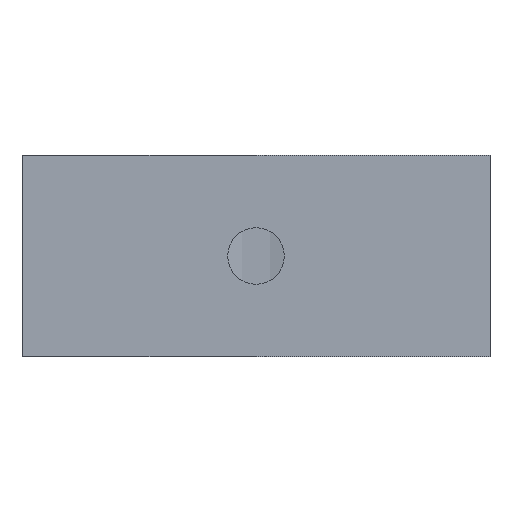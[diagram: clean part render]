
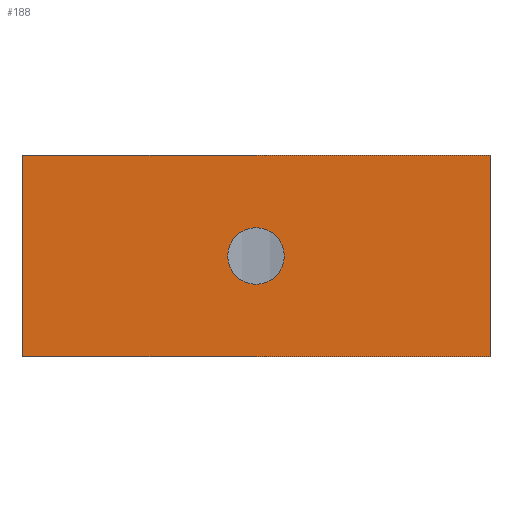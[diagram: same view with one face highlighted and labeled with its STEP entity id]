
A CAD part, front view. The second image highlights one B-rep face of the part: STEP entity #188.
In plain terms, the highlighted planar face has unit normal (0, -1, 0).
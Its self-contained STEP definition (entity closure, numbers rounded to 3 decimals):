
#170 = VERTEX_POINT ( 'NONE', #1270 ) ;
#171 = ORIENTED_EDGE ( 'NONE', *, *, #172, .F. ) ;
#172 = EDGE_CURVE ( 'NONE', #173, #170, #1269, .T. ) ;
#173 = VERTEX_POINT ( 'NONE', #1265 ) ;
#174 = ORIENTED_EDGE ( 'NONE', *, *, #175, .T. ) ;
#175 = EDGE_CURVE ( 'NONE', #173, #248, #1263, .T. ) ;
#188 = ADVANCED_FACE ( 'NONE', ( #1282, #1281 ), #1323, .F. ) ;
#189 = EDGE_LOOP ( 'NONE', ( #190, #192 ) ) ;
#190 = ORIENTED_EDGE ( 'NONE', *, *, #191, .F. ) ;
#191 = EDGE_CURVE ( 'NONE', #708, #729, #1317, .T. ) ;
#192 = ORIENTED_EDGE ( 'NONE', *, *, #707, .F. ) ;
#193 = EDGE_LOOP ( 'NONE', ( #194, #250, #171, #174 ) ) ;
#194 = ORIENTED_EDGE ( 'NONE', *, *, #247, .T. ) ;
#247 = EDGE_CURVE ( 'NONE', #248, #249, #1488, .T. ) ;
#248 = VERTEX_POINT ( 'NONE', #1484 ) ;
#249 = VERTEX_POINT ( 'NONE', #1483 ) ;
#250 = ORIENTED_EDGE ( 'NONE', *, *, #251, .F. ) ;
#251 = EDGE_CURVE ( 'NONE', #170, #249, #1482, .T. ) ;
#707 = EDGE_CURVE ( 'NONE', #729, #708, #2562, .T. ) ;
#708 = VERTEX_POINT ( 'NONE', #2553 ) ;
#729 = VERTEX_POINT ( 'NONE', #2710 ) ;
#1260 = DIRECTION ( 'NONE',  ( 0., 0., -1. ) ) ;
#1261 = VECTOR ( 'NONE', #1260, 1000. ) ;
#1262 = CARTESIAN_POINT ( 'NONE',  ( 0., 0., 12.5 ) ) ;
#1263 = LINE ( 'NONE', #1262, #1261 ) ;
#1265 = CARTESIAN_POINT ( 'NONE',  ( 0., 0., 12.5 ) ) ;
#1266 = DIRECTION ( 'NONE',  ( 1., 0., 0. ) ) ;
#1267 = VECTOR ( 'NONE', #1266, 1000. ) ;
#1268 = CARTESIAN_POINT ( 'NONE',  ( 0., 0., 12.5 ) ) ;
#1269 = LINE ( 'NONE', #1268, #1267 ) ;
#1270 = CARTESIAN_POINT ( 'NONE',  ( 58., 0., 12.5 ) ) ;
#1281 = FACE_OUTER_BOUND ( 'NONE', #193, .T. ) ;
#1282 = FACE_BOUND ( 'NONE', #189, .T. ) ;
#1314 = DIRECTION ( 'NONE',  ( 1., 0., 0. ) ) ;
#1315 = DIRECTION ( 'NONE',  ( 0., -1., 0. ) ) ;
#1316 = AXIS2_PLACEMENT_3D ( 'NONE', #1322, #1315, #1314 ) ;
#1317 = CIRCLE ( 'NONE', #1316, 3.5 ) ;
#1318 = DIRECTION ( 'NONE',  ( -1., 0., 0. ) ) ;
#1319 = DIRECTION ( 'NONE',  ( 0., 1., 0. ) ) ;
#1320 = CARTESIAN_POINT ( 'NONE',  ( 0., 0., 12.5 ) ) ;
#1321 = AXIS2_PLACEMENT_3D ( 'NONE', #1320, #1319, #1318 ) ;
#1322 = CARTESIAN_POINT ( 'NONE',  ( 29., 0., 0. ) ) ;
#1323 = PLANE ( 'NONE',  #1321 ) ;
#1479 = DIRECTION ( 'NONE',  ( 0., 0., -1. ) ) ;
#1480 = VECTOR ( 'NONE', #1479, 1000. ) ;
#1481 = CARTESIAN_POINT ( 'NONE',  ( 58., 0., 12.5 ) ) ;
#1482 = LINE ( 'NONE', #1481, #1480 ) ;
#1483 = CARTESIAN_POINT ( 'NONE',  ( 58., 0., -12.5 ) ) ;
#1484 = CARTESIAN_POINT ( 'NONE',  ( 0., 0., -12.5 ) ) ;
#1485 = DIRECTION ( 'NONE',  ( 1., 0., 0. ) ) ;
#1486 = VECTOR ( 'NONE', #1485, 1000. ) ;
#1487 = CARTESIAN_POINT ( 'NONE',  ( 0., 0., -12.5 ) ) ;
#1488 = LINE ( 'NONE', #1487, #1486 ) ;
#2553 = CARTESIAN_POINT ( 'NONE',  ( 32.5, 0., 0. ) ) ;
#2554 = DIRECTION ( 'NONE',  ( 1., 0., 0. ) ) ;
#2555 = DIRECTION ( 'NONE',  ( 0., -1., 0. ) ) ;
#2556 = CARTESIAN_POINT ( 'NONE',  ( 29., 0., 0. ) ) ;
#2557 = AXIS2_PLACEMENT_3D ( 'NONE', #2556, #2555, #2554 ) ;
#2562 = CIRCLE ( 'NONE', #2557, 3.5 ) ;
#2710 = CARTESIAN_POINT ( 'NONE',  ( 25.5, 0., 0. ) ) ;
